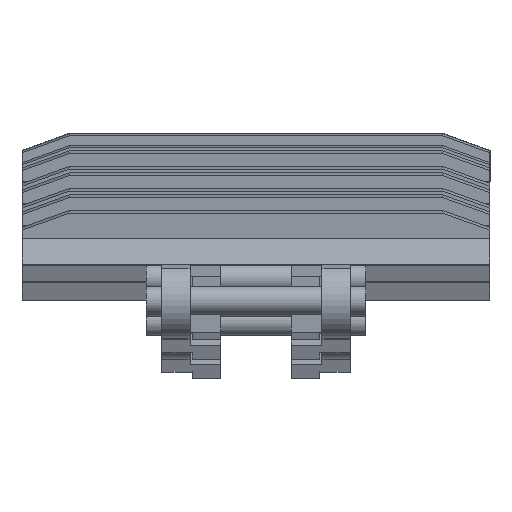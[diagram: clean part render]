
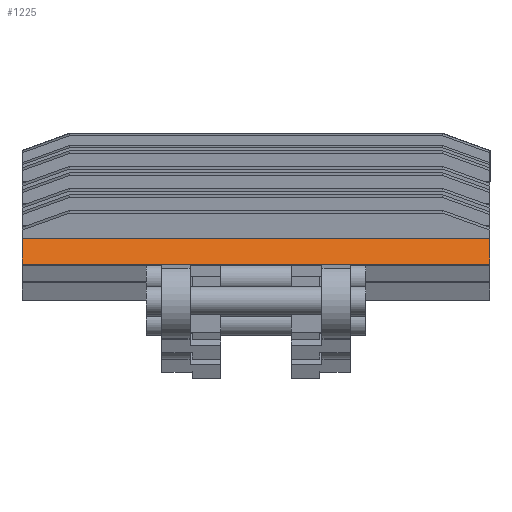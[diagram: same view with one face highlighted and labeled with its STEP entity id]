
A CAD part, top view. The second image highlights one B-rep face of the part: STEP entity #1225.
In plain terms, the highlighted face is planar.
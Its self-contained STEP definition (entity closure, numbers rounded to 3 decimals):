
#117=FACE_OUTER_BOUND('',#173,.T.);
#173=EDGE_LOOP('',(#813,#814,#815,#816));
#244=LINE('',#1747,#388);
#245=LINE('',#1749,#389);
#246=LINE('',#1751,#390);
#247=LINE('',#1752,#391);
#388=VECTOR('',#1420,4.414);
#389=VECTOR('',#1421,17.825);
#390=VECTOR('',#1422,4.414);
#391=VECTOR('',#1423,10.);
#535=VERTEX_POINT('',#1745);
#536=VERTEX_POINT('',#1746);
#537=VERTEX_POINT('',#1748);
#538=VERTEX_POINT('',#1750);
#646=EDGE_CURVE('',#535,#536,#244,.F.);
#647=EDGE_CURVE('',#537,#535,#245,.T.);
#648=EDGE_CURVE('',#538,#537,#246,.F.);
#649=EDGE_CURVE('',#538,#536,#247,.T.);
#813=ORIENTED_EDGE('',*,*,#646,.F.);
#814=ORIENTED_EDGE('',*,*,#647,.F.);
#815=ORIENTED_EDGE('',*,*,#648,.F.);
#816=ORIENTED_EDGE('',*,*,#649,.T.);
#1118=PLANE('',#1302);
#1225=ADVANCED_FACE('',(#117),#1118,.F.);
#1302=AXIS2_PLACEMENT_3D('',#1744,#1418,#1419);
#1418=DIRECTION('center_axis',(0.423,-0.906,0.));
#1419=DIRECTION('ref_axis',(0.,0.,-1.));
#1420=DIRECTION('',(-0.906,-0.423,0.));
#1421=DIRECTION('',(0.,0.,-1.));
#1422=DIRECTION('',(0.906,0.423,0.));
#1423=DIRECTION('',(0.,0.,-1.));
#1744=CARTESIAN_POINT('Origin',(-1.5,4.135,24.825));
#1745=CARTESIAN_POINT('',(-1.5,4.135,-24.825));
#1746=CARTESIAN_POINT('',(3.,6.233,-24.825));
#1747=CARTESIAN_POINT('',(2.5,6.,-24.825));
#1748=CARTESIAN_POINT('',(-1.5,4.135,24.825));
#1749=CARTESIAN_POINT('',(-1.5,4.135,-7.));
#1750=CARTESIAN_POINT('',(3.,6.233,24.825));
#1751=CARTESIAN_POINT('',(-1.5,4.135,24.825));
#1752=CARTESIAN_POINT('',(3.,6.233,24.825));
